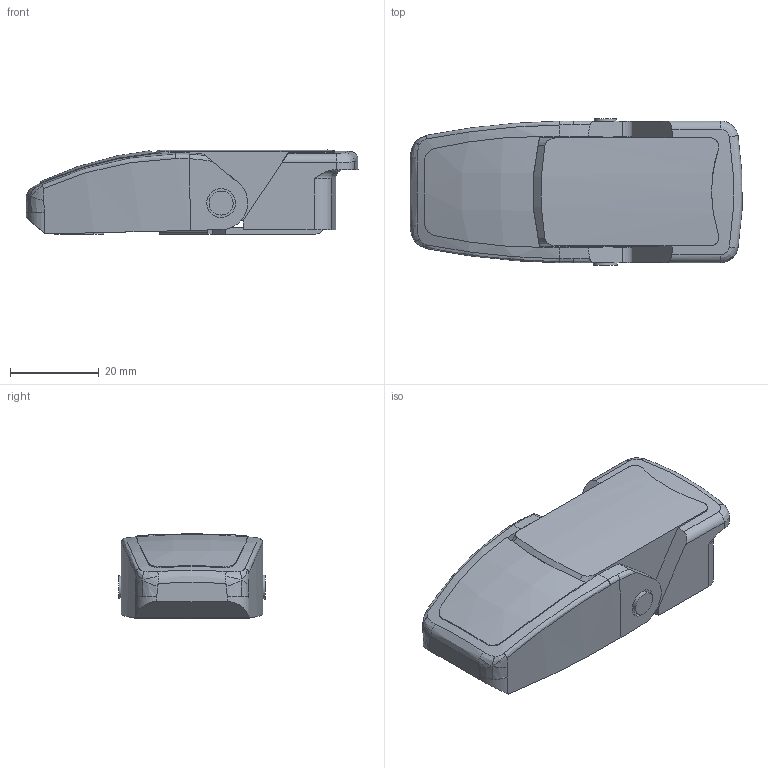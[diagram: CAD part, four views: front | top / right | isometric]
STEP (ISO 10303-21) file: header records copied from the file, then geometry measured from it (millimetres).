
FILE_DESCRIPTION(/* description */ (''),/* implementation_level */ '2;1');
FILE_NAME(/* name */ 'C-C2.stp',/* time_stamp */ '2023-07-11T09:56:47+09:00',/* author */ ('user'),/* organization */ (''),/* preprocessor_version */ 'ST-DEVELOPER v15.6',/* originating_system */ 'Autodesk Inventor 2015',/* authorisation */ '');
FILE_SCHEMA (('AUTOMOTIVE_DESIGN { 1 0 10303 214 3 1 1 }'));
Length unit declared in the file: millimetre
Products named in the file (7): 고정판; 핀_몸통+걸림쇠; 핀_몸통+고정판; 걸림쇠2; 캐치; 손잡이4 - 수정본; C-C2
Bounding box: 74.93 x 33 x 19 mm (x, y, z)
Volume: 20015.2 mm3; surface area: 16582.5 mm2
Topology: 6 solids, 6 shells, 269 faces, 695 edges, 438 vertices
Faces by surface type: plane 122, cylinder 91, bspline 35, cone 9, sphere 6, torus 6
Full cylindrical faces by diameter (mm): 3 x2, 3.1 x6, 3.2 x2, 3.3 x2, 3.6 x4, 5 x2, 5.4 x2, 6.5 x4
Entity records: 9644 total; most frequent: CARTESIAN_POINT 3152, ORIENTED_EDGE 1306, DIRECTION 1278, EDGE_CURVE 653, AXIS2_PLACEMENT_3D 463, VERTEX_POINT 430, LINE 352, VECTOR 352
